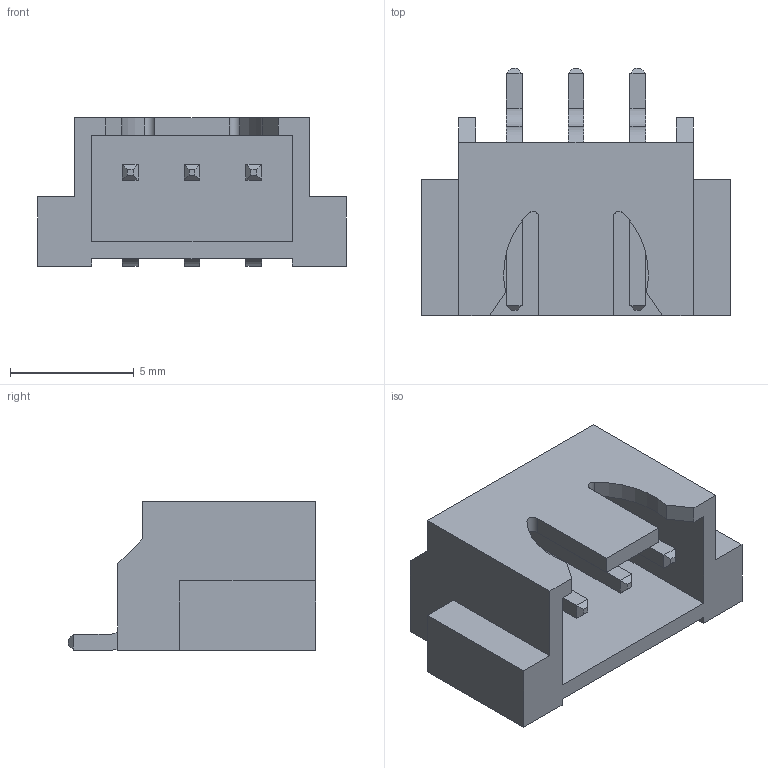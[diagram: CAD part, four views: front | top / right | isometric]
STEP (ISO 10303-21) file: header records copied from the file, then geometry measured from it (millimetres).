
FILE_DESCRIPTION(/* description */ (''),/* implementation_level */ '2;1');
FILE_NAME(/* name */ 'JST-XH SMT 1x3.step',/* time_stamp */ '2021-01-08T11:05:47+00:00',/* author */ (''),/* organization */ (''),/* preprocessor_version */ 'ST-DEVELOPER v18.1',/* originating_system */ 'Autodesk Translation Framework v9.7.1.1290',/* authorisation */ '');
FILE_SCHEMA (('AUTOMOTIVE_DESIGN { 1 0 10303 214 3 1 1 }'));
Length unit declared in the file: millimetre
Products named in the file (1): JST-XH SMT 1x3
Bounding box: 12.5 x 10 x 6 mm (x, y, z)
Volume: 231.4 mm3; surface area: 627.6 mm2
Topology: 7 solids, 7 shells, 106 faces, 252 edges, 160 vertices
Faces by surface type: plane 93, cylinder 13
Entity records: 3031 total; most frequent: CARTESIAN_POINT 519, ORIENTED_EDGE 504, DIRECTION 492, EDGE_CURVE 252, LINE 226, VECTOR 226, VERTEX_POINT 160, AXIS2_PLACEMENT_3D 133
